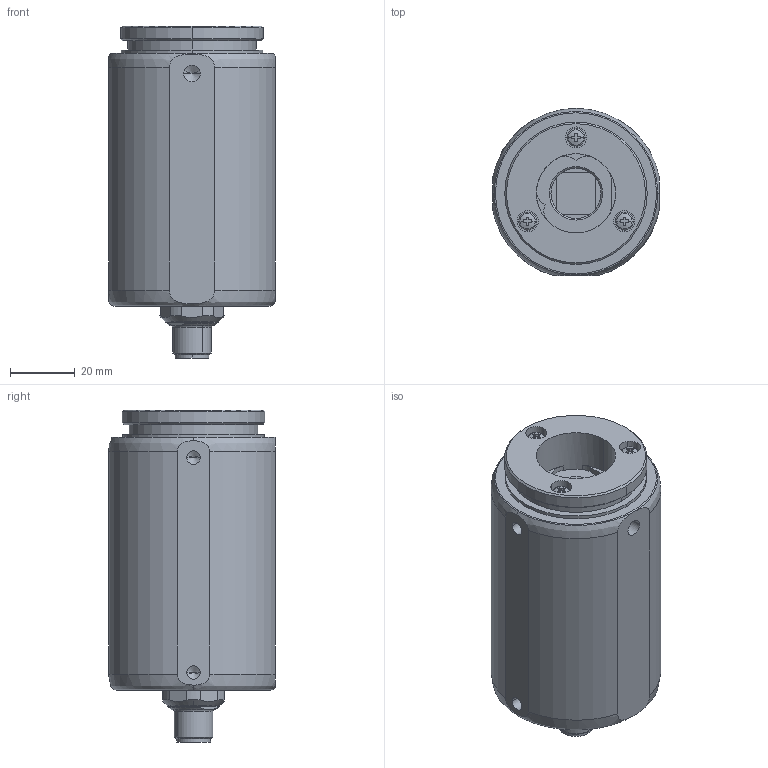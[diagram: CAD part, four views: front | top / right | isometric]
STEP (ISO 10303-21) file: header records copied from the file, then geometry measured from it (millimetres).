
FILE_DESCRIPTION((''),'2;1');
FILE_NAME('146776_SW','2009-04-29T',('banengservice'),('BANNER ENGINEERING'),'PRO/ENGINEER BY PARAMETRIC TECHNOLOGY CORPORATION, 2006170','PRO/ENGINEER BY PARAMETRIC TECHNOLOGY CORPORATION, 2006170','');
FILE_SCHEMA(('CONFIG_CONTROL_DESIGN'));
Length unit declared in the file: inch
Products named in the file (1): 146776_SW
Bounding box: 51.54 x 51.55 x 102.57 mm (x, y, z)
Volume: 89061.2 mm3; surface area: 43115.4 mm2
Topology: 3 solids, 3 shells, 722 faces, 1751 edges, 1111 vertices
Faces by surface type: cylinder 367, plane 220, cone 90, torus 21, sphere 18, bspline 6
Entity records: 22342 total; most frequent: CARTESIAN_POINT 4724, DIRECTION 4055, ORIENTED_EDGE 3426, EDGE_CURVE 1713, AXIS2_PLACEMENT_3D 1685, VERTEX_POINT 1111, CIRCLE 969, EDGE_LOOP 870
